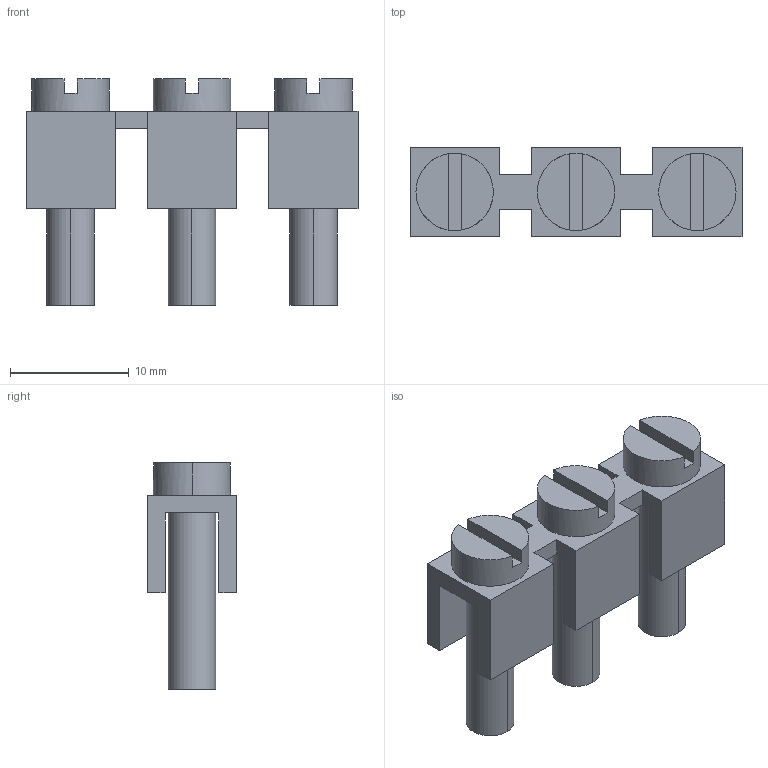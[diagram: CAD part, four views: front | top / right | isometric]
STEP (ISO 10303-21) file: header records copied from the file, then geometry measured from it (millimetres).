
FILE_DESCRIPTION(('Creo Elements/Direct Modeling STEP Export'),'2;1');
FILE_NAME('model.stp','2018-01-30T16:24:28',(''),(''),'Creo Elements/Direct Modeling STEP processor for AP214 (Solid Model)','Creo Elements/Direct Modeling 18.1I 14-Aug-2016 (C) Parametric Technology GmbH','');
FILE_SCHEMA(('AUTOMOTIVE_DESIGN { 1 0 10303 214 1 1 1 1 }'));
Length unit declared in the file: millimetre
Products named in the file (2): FB_3_10-select
Assembly tree (1 placements, depth 2):
  FB_3_10-select
    FB_3_10-select
Bounding box: 27.9 x 7.5 x 19 mm (x, y, z)
Volume: 1530 mm3; surface area: 1987.7 mm2
Topology: 1 solids, 1 shells, 64 faces, 171 edges, 115 vertices
Faces by surface type: plane 52, cylinder 12
Entity records: 2363 total; most frequent: ORIENTED_EDGE 342, CARTESIAN_POINT 312, DIRECTION 270, EDGE_CURVE 171, VECTOR 124, LINE 124, VERTEX_POINT 115, AXIS2_PLACEMENT_3D 73
